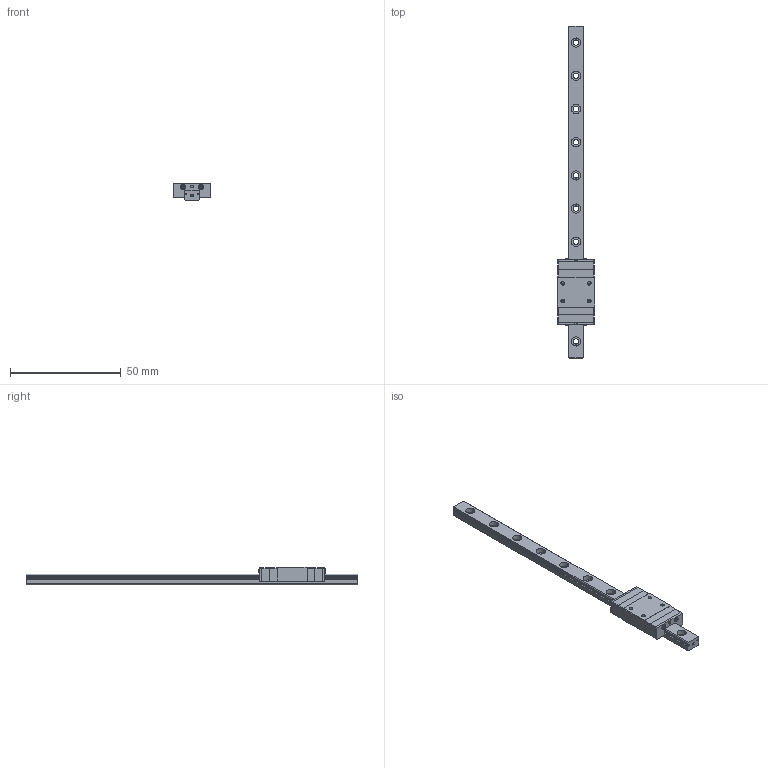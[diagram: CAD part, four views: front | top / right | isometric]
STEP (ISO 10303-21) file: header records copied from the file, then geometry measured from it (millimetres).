
FILE_DESCRIPTION(('STEP AP214'),'1');
FILE_NAME('cctmp_BB8CD113-E4A8-46F6-AF98-EC431DE7F134_2025_07_04_05_02_33_0365_40004..stp','2025-07-04T03:02:33',('HIWIN GmbH'),('CADClick - www.CADClick.com'),'Spatial InterOp 3D',' ','unknown authorization');
FILE_SCHEMA(('AUTOMOTIVE_DESIGN'));
Length unit declared in the file: millimetre
Products named in the file (3): MGN07C1R150ZFHM+EL_FILE; 2025_07_04_05_02_33_0365; 2025_07_04_05_02_33_0349
Assembly tree (2 placements, depth 2):
  MGN07C1R150ZFHM+EL_FILE
    2025_07_04_05_02_33_0365
    2025_07_04_05_02_33_0349
Bounding box: 17 x 150 x 8 mm (x, y, z)
Volume: 6777 mm3; surface area: 6339.3 mm2
Topology: 2 solids, 4 shells, 439 faces, 1191 edges, 778 vertices
Faces by surface type: plane 271, cylinder 140, cone 28
Entity records: 17293 total; most frequent: CARTESIAN_POINT 2515, ORIENTED_EDGE 2366, DIRECTION 2303, EDGE_CURVE 1183, LINE 835, VECTOR 835, VERTEX_POINT 778, AXIS2_PLACEMENT_3D 734
